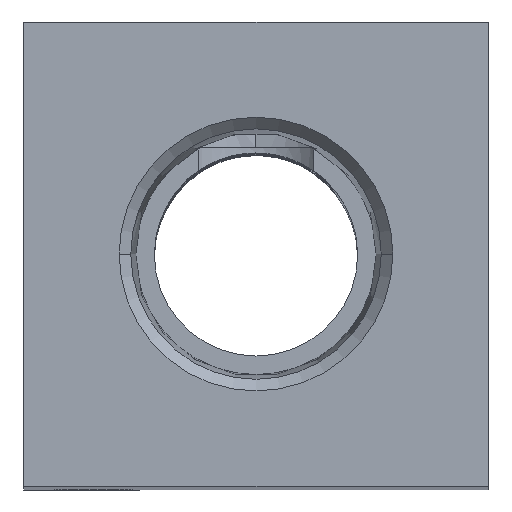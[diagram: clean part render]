
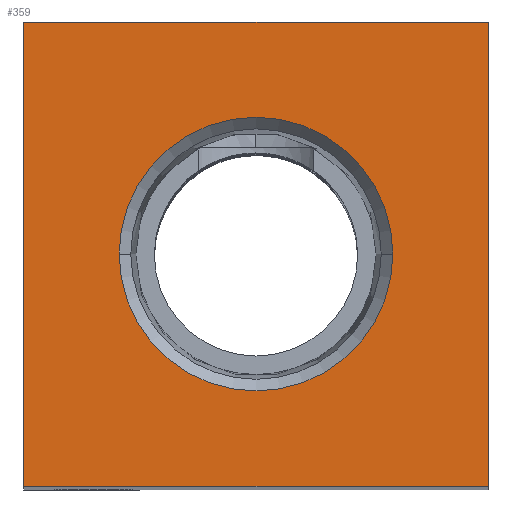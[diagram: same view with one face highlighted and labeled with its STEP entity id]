
A CAD part, top view. The second image highlights one B-rep face of the part: STEP entity #359.
In plain terms, the highlighted planar face has unit normal (0, 0, 1).
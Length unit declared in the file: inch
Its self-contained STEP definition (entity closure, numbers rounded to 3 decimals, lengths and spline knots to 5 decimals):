
#169 = CARTESIAN_POINT ( 'NONE',  ( 0.5, -0.5, 2.375 ) ) ;
#212 = VECTOR ( 'NONE', #590, 39.37008 ) ;
#254 = DIRECTION ( 'NONE',  ( 1., 0., 0. ) ) ;
#263 = ORIENTED_EDGE ( 'NONE', *, *, #2358, .T. ) ;
#306 = FACE_OUTER_BOUND ( 'NONE', #1995, .T. ) ;
#336 = EDGE_LOOP ( 'NONE', ( #1714, #2105 ) ) ;
#359 = ADVANCED_FACE ( 'NONE', ( #1462, #306 ), #852, .T. ) ;
#412 = LINE ( 'NONE', #169, #970 ) ;
#481 = DIRECTION ( 'NONE',  ( 1., 0., 0. ) ) ;
#498 = DIRECTION ( 'NONE',  ( 0., 0., 1. ) ) ;
#507 = CARTESIAN_POINT ( 'NONE',  ( 0., 0., 2.375 ) ) ;
#590 = DIRECTION ( 'NONE',  ( -1., 0., 0. ) ) ;
#595 = EDGE_CURVE ( 'NONE', #2028, #1290, #412, .T. ) ;
#654 = AXIS2_PLACEMENT_3D ( 'NONE', #507, #498, #481 ) ;
#798 = DIRECTION ( 'NONE',  ( 1., 0., 0. ) ) ;
#813 = DIRECTION ( 'NONE',  ( 0., 0., 1. ) ) ;
#815 = CARTESIAN_POINT ( 'NONE',  ( -0.5, 0.5, 2.375 ) ) ;
#820 = CARTESIAN_POINT ( 'NONE',  ( 0.5, 0.5, 2.375 ) ) ;
#842 = CARTESIAN_POINT ( 'NONE',  ( 0., 0., 2.375 ) ) ;
#852 = PLANE ( 'NONE',  #1192 ) ;
#911 = CIRCLE ( 'NONE', #1374, 0.29487 ) ;
#921 = CARTESIAN_POINT ( 'NONE',  ( 0., 0., 2.375 ) ) ;
#970 = VECTOR ( 'NONE', #254, 39.37008 ) ;
#988 = LINE ( 'NONE', #2664, #2668 ) ;
#1043 = VERTEX_POINT ( 'NONE', #1512 ) ;
#1157 = DIRECTION ( 'NONE',  ( 1., 0., 0. ) ) ;
#1192 = AXIS2_PLACEMENT_3D ( 'NONE', #842, #813, #798 ) ;
#1290 = VERTEX_POINT ( 'NONE', #2845 ) ;
#1322 = VERTEX_POINT ( 'NONE', #2583 ) ;
#1342 = VERTEX_POINT ( 'NONE', #1385 ) ;
#1346 = LINE ( 'NONE', #1558, #2373 ) ;
#1363 = DIRECTION ( 'NONE',  ( 0., 1., 0. ) ) ;
#1374 = AXIS2_PLACEMENT_3D ( 'NONE', #921, #2462, #1157 ) ;
#1385 = CARTESIAN_POINT ( 'NONE',  ( 0.29487, 0., 2.375 ) ) ;
#1390 = ORIENTED_EDGE ( 'NONE', *, *, #2721, .T. ) ;
#1426 = VERTEX_POINT ( 'NONE', #815 ) ;
#1451 = EDGE_CURVE ( 'NONE', #1342, #1043, #2257, .T. ) ;
#1462 = FACE_BOUND ( 'NONE', #336, .T. ) ;
#1512 = CARTESIAN_POINT ( 'NONE',  ( -0.29487, 0., 2.375 ) ) ;
#1558 = CARTESIAN_POINT ( 'NONE',  ( -0.5, -0.5, 2.375 ) ) ;
#1714 = ORIENTED_EDGE ( 'NONE', *, *, #1451, .F. ) ;
#1793 = DIRECTION ( 'NONE',  ( 0., -1., 0. ) ) ;
#1968 = CARTESIAN_POINT ( 'NONE',  ( -0.5, -0.5, 2.375 ) ) ;
#1995 = EDGE_LOOP ( 'NONE', ( #1390, #2027, #2625, #263 ) ) ;
#2027 = ORIENTED_EDGE ( 'NONE', *, *, #595, .T. ) ;
#2028 = VERTEX_POINT ( 'NONE', #1968 ) ;
#2105 = ORIENTED_EDGE ( 'NONE', *, *, #2409, .F. ) ;
#2257 = CIRCLE ( 'NONE', #654, 0.29487 ) ;
#2358 = EDGE_CURVE ( 'NONE', #1322, #1426, #2608, .T. ) ;
#2373 = VECTOR ( 'NONE', #1793, 39.37008 ) ;
#2409 = EDGE_CURVE ( 'NONE', #1043, #1342, #911, .T. ) ;
#2462 = DIRECTION ( 'NONE',  ( 0., 0., 1. ) ) ;
#2583 = CARTESIAN_POINT ( 'NONE',  ( 0.5, 0.5, 2.375 ) ) ;
#2608 = LINE ( 'NONE', #820, #212 ) ;
#2625 = ORIENTED_EDGE ( 'NONE', *, *, #2821, .T. ) ;
#2664 = CARTESIAN_POINT ( 'NONE',  ( 0.5, -0.5, 2.375 ) ) ;
#2668 = VECTOR ( 'NONE', #1363, 39.37008 ) ;
#2721 = EDGE_CURVE ( 'NONE', #1426, #2028, #1346, .T. ) ;
#2821 = EDGE_CURVE ( 'NONE', #1290, #1322, #988, .T. ) ;
#2845 = CARTESIAN_POINT ( 'NONE',  ( 0.5, -0.5, 2.375 ) ) ;
